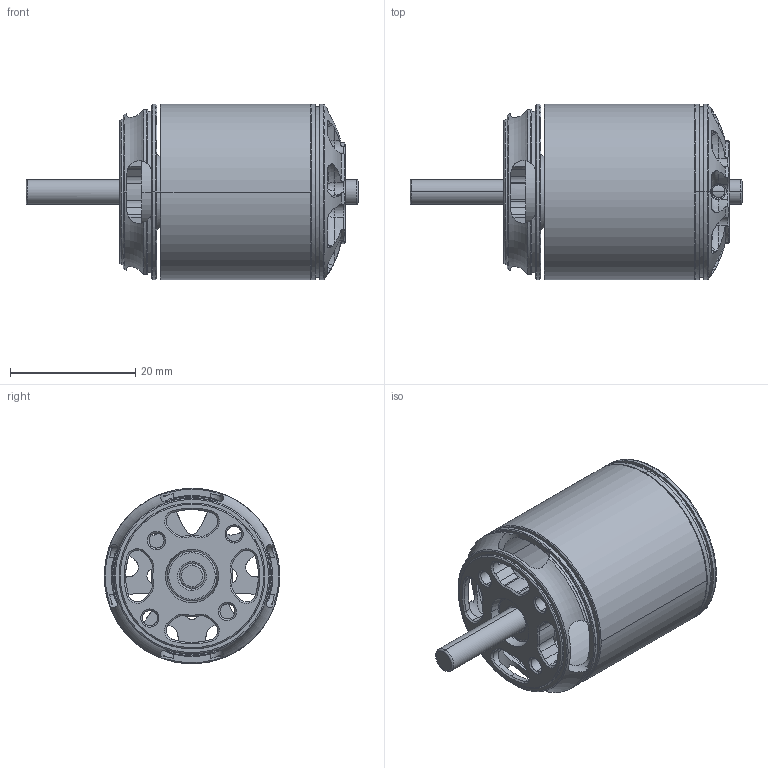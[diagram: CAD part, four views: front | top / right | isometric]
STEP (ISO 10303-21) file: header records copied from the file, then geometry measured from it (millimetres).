
FILE_DESCRIPTION (( 'STEP AP203' ), '1' );
FILE_NAME ('Mirrorevo2836.STEP', '2023-10-05T19:49:06', ( '' ), ( '' ), 'SwSTEP 2.0', 'SolidWorks 2022', '' );
FILE_SCHEMA (( 'CONFIG_CONTROL_DESIGN' ));
Length unit declared in the file: millimetre
Products named in the file (1): Mirrorevo2836
Bounding box: 53 x 28 x 28 mm (x, y, z)
Surface area: 10893.5 mm2 (no closed solid volume)
Topology: 0 solids, 7 shells, 507 faces, 1410 edges, 895 vertices
Faces by surface type: cylinder 214, cone 137, plane 64, bspline 38, torus 36, sphere 18
Entity records: 23888 total; most frequent: CARTESIAN_POINT 13662, ORIENTED_EDGE 2805, EDGE_CURVE 1410, B_SPLINE_CURVE_WITH_KNOTS 1354, DIRECTION 1003, VERTEX_POINT 895, EDGE_LOOP 550, ADVANCED_FACE 507
